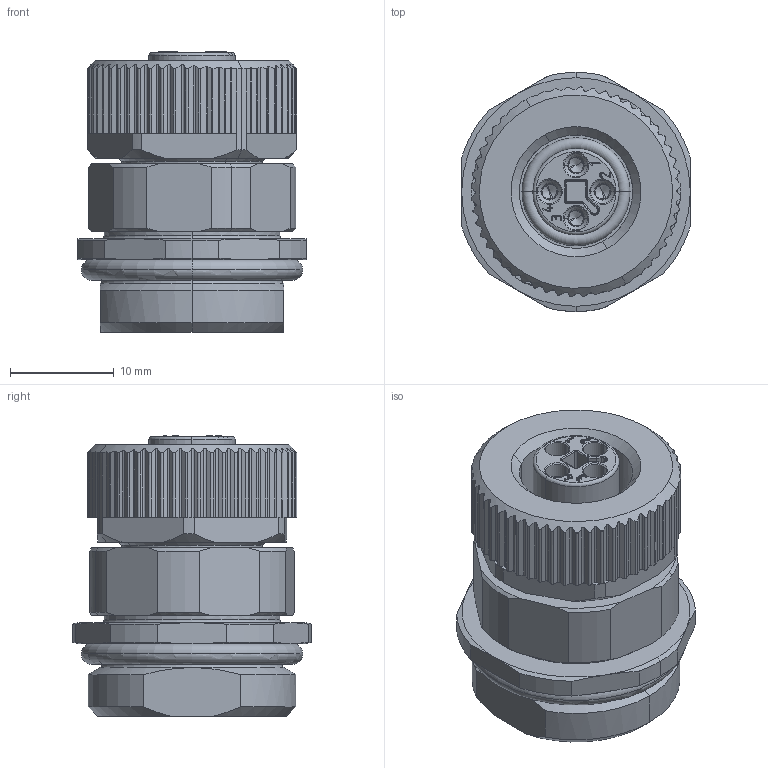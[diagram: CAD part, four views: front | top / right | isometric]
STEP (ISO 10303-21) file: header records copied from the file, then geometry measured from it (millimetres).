
FILE_DESCRIPTION(('CATIA V5 STEP Exchange','CAx-IF Rec.Pracs.--- Model Styling and Organization---1.4--- 2014-01-23'),'2;1');
FILE_NAME ('012881-3_0', '2022-03-08T04:50:49+00:00', ('none'), ('Weidmueller'), 'CATIA Version 5-6 Release 2016 SP3 HF44', 'CATIA V5 STEP AP214', 'none');
FILE_SCHEMA(('AUTOMOTIVE_DESIGN { 1 0 10303 214 1 1 1 1 }'));
Length unit declared in the file: millimetre
Products named in the file (1): 1392720000
Bounding box: 22 x 23 x 27 mm (x, y, z)
Volume: 6526.6 mm3; surface area: 6487 mm2
Topology: 5 solids, 5 shells, 755 faces, 2121 edges, 1383 vertices
Faces by surface type: plane 285, cylinder 247, cone 86, extrusion 85, torus 27, bspline 25
Entity records: 27122 total; most frequent: CARTESIAN_POINT 9430, ORIENTED_EDGE 4194, DIRECTION 2665, EDGE_CURVE 2097, VERTEX_POINT 1383, AXIS2_PLACEMENT_3D 1034, VECTOR 1024, LINE 939
